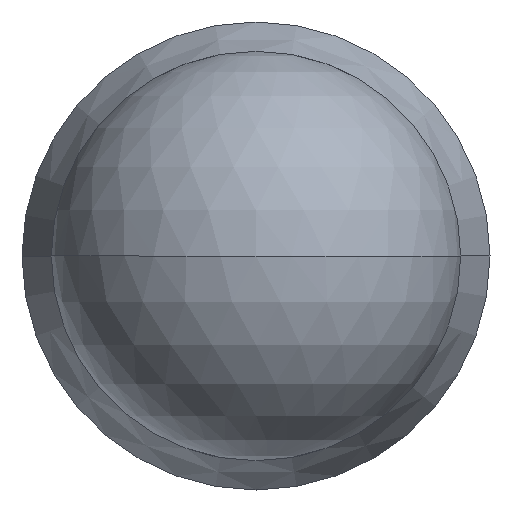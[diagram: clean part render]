
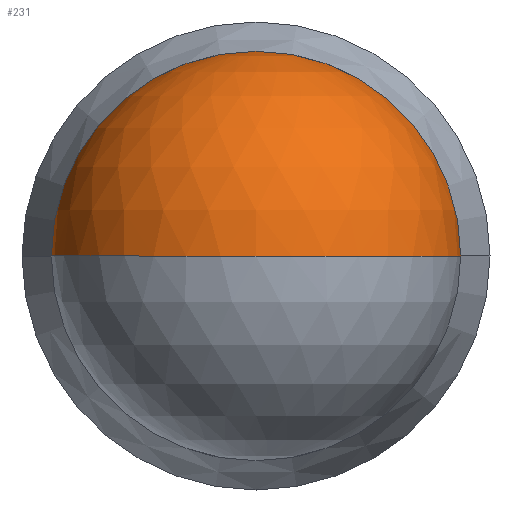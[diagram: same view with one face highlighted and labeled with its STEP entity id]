
A CAD part, front view. The second image highlights one B-rep face of the part: STEP entity #231.
In plain terms, the highlighted spherical face has radius 2.777 mm.
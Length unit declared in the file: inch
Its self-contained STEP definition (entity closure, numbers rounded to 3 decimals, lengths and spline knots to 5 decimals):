
#4 = VERTEX_POINT ( 'NONE', #181 ) ;
#13 = AXIS2_PLACEMENT_3D ( 'NONE', #59, #122, #369 ) ;
#19 = EDGE_CURVE ( 'NONE', #131, #227, #221, .T. ) ;
#20 = CARTESIAN_POINT ( 'NONE',  ( -0.10935, 0.10935, 0. ) ) ;
#23 = SPHERICAL_SURFACE ( 'NONE', #13, 0.10935 ) ;
#59 = CARTESIAN_POINT ( 'NONE',  ( 0., 0.10935, 0. ) ) ;
#72 = ORIENTED_EDGE ( 'NONE', *, *, #19, .T. ) ;
#73 = DIRECTION ( 'NONE',  ( 0., 0., -1. ) ) ;
#75 = AXIS2_PLACEMENT_3D ( 'NONE', #180, #187, #355 ) ;
#87 = AXIS2_PLACEMENT_3D ( 'NONE', #401, #358, #73 ) ;
#89 = EDGE_CURVE ( 'NONE', #4, #227, #287, .T. ) ;
#106 = ORIENTED_EDGE ( 'NONE', *, *, #110, .T. ) ;
#110 = EDGE_CURVE ( 'NONE', #4, #236, #420, .T. ) ;
#112 = DIRECTION ( 'NONE',  ( 1., 0., 0. ) ) ;
#122 = DIRECTION ( 'NONE',  ( 0., 0., 1. ) ) ;
#131 = VERTEX_POINT ( 'NONE', #20 ) ;
#156 = ORIENTED_EDGE ( 'NONE', *, *, #404, .T. ) ;
#158 = CARTESIAN_POINT ( 'NONE',  ( 0., 0., 0. ) ) ;
#159 = DIRECTION ( 'NONE',  ( -1., 0., 0. ) ) ;
#180 = CARTESIAN_POINT ( 'NONE',  ( 0., 0.10935, 0. ) ) ;
#181 = CARTESIAN_POINT ( 'NONE',  ( 0.10935, 0.10935, 0. ) ) ;
#187 = DIRECTION ( 'NONE',  ( 0., -1., 0. ) ) ;
#221 = CIRCLE ( 'NONE', #274, 0.10935 ) ;
#227 = VERTEX_POINT ( 'NONE', #158 ) ;
#231 = ADVANCED_FACE ( 'NONE', ( #412 ), #23, .T. ) ;
#236 = VERTEX_POINT ( 'NONE', #338 ) ;
#245 = CARTESIAN_POINT ( 'NONE',  ( 0., 0.10935, 0. ) ) ;
#270 = DIRECTION ( 'NONE',  ( 0., 0., -1. ) ) ;
#274 = AXIS2_PLACEMENT_3D ( 'NONE', #331, #282, #112 ) ;
#282 = DIRECTION ( 'NONE',  ( 0., 0., 1. ) ) ;
#287 = CIRCLE ( 'NONE', #336, 0.10935 ) ;
#321 = EDGE_LOOP ( 'NONE', ( #156, #72, #400, #106 ) ) ;
#331 = CARTESIAN_POINT ( 'NONE',  ( 0., 0.10935, 0. ) ) ;
#336 = AXIS2_PLACEMENT_3D ( 'NONE', #245, #270, #159 ) ;
#338 = CARTESIAN_POINT ( 'NONE',  ( 0., 0.10935, 0.10935 ) ) ;
#355 = DIRECTION ( 'NONE',  ( 0., 0., -1. ) ) ;
#358 = DIRECTION ( 'NONE',  ( 0., -1., 0. ) ) ;
#369 = DIRECTION ( 'NONE',  ( 1., 0., 0. ) ) ;
#381 = CIRCLE ( 'NONE', #87, 0.10935 ) ;
#400 = ORIENTED_EDGE ( 'NONE', *, *, #89, .F. ) ;
#401 = CARTESIAN_POINT ( 'NONE',  ( 0., 0.10935, 0. ) ) ;
#404 = EDGE_CURVE ( 'NONE', #236, #131, #381, .T. ) ;
#412 = FACE_OUTER_BOUND ( 'NONE', #321, .T. ) ;
#420 = CIRCLE ( 'NONE', #75, 0.10935 ) ;
